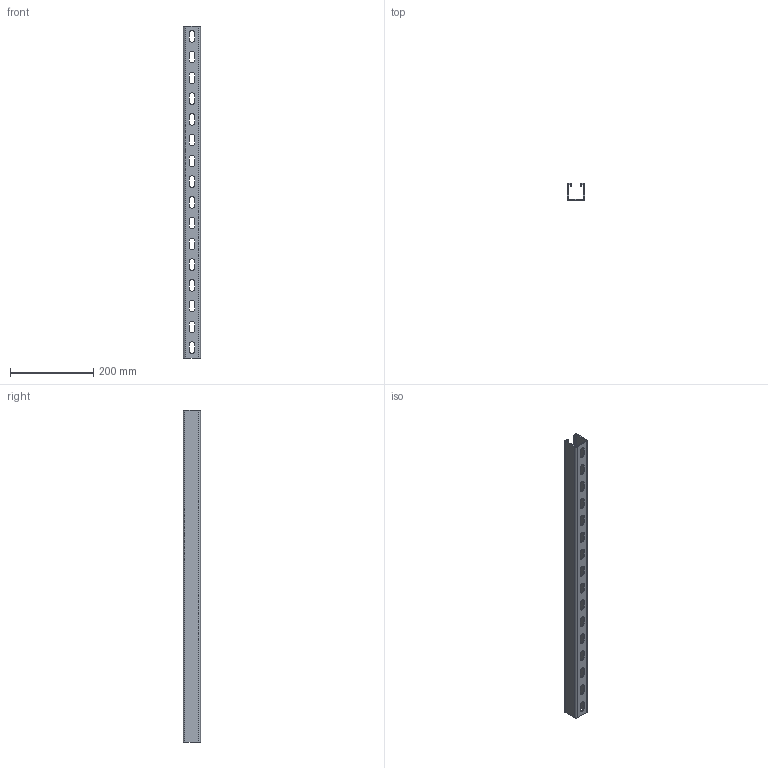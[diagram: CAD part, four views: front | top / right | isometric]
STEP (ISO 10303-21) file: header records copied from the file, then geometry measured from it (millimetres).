
FILE_DESCRIPTION (( 'STEP AP214' ), '1' );
FILE_NAME ('1122576.stp', '2017-12-07T08:04:35', ( '' ), ( '' ), 'SwSTEP 2.0', 'SolidWorks 2016', '' );
FILE_SCHEMA (( 'AUTOMOTIVE_DESIGN' ));
Length unit declared in the file: millimetre
Products named in the file (1): 1122576
Bounding box: 41 x 41 x 800 mm (x, y, z)
Volume: 251555.6 mm3; surface area: 208787.6 mm2
Topology: 1 solids, 1 shells, 134 faces, 348 edges, 216 vertices
Faces by surface type: plane 74, cylinder 60
Entity records: 4166 total; most frequent: DIRECTION 738, CARTESIAN_POINT 699, ORIENTED_EDGE 696, EDGE_CURVE 348, AXIS2_PLACEMENT_3D 255, LINE 228, VECTOR 228, VERTEX_POINT 216
